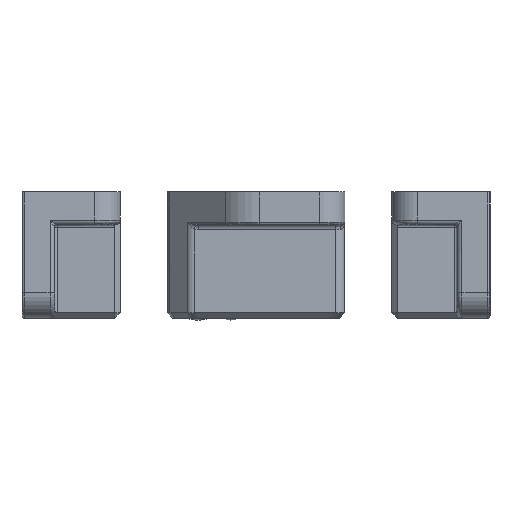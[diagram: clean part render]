
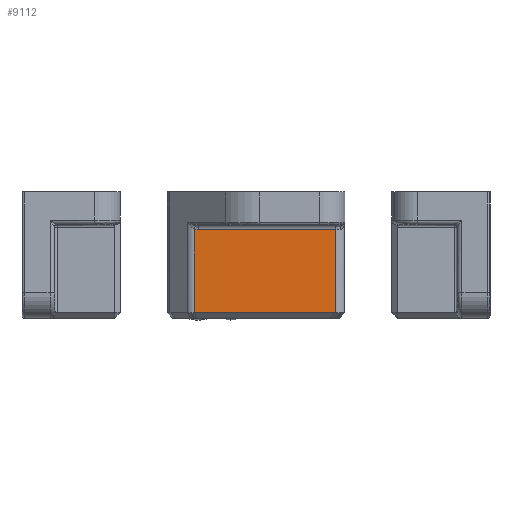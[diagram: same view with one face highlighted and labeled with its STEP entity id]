
A CAD part, left-side view. The second image highlights one B-rep face of the part: STEP entity #9112.
In plain terms, the highlighted face is planar.
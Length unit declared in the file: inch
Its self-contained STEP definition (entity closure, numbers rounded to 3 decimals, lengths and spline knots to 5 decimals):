
#1377 = CARTESIAN_POINT ( 'NONE',  ( -0.30966, 1.05006, 3.32677 ) ) ;
#1973 = ORIENTED_EDGE ( 'NONE', *, *, #24515, .F. ) ;
#2070 = CARTESIAN_POINT ( 'NONE',  ( -1.01575, -0.13302, 3.32677 ) ) ;
#2129 = PLANE ( 'NONE',  #8982 ) ;
#2594 = CARTESIAN_POINT ( 'NONE',  ( -0.31314, 1.03924, 3.32677 ) ) ;
#2858 = CARTESIAN_POINT ( 'NONE',  ( -1.01566, -0.1378, 3.32677 ) ) ;
#5710 = DIRECTION ( 'NONE',  ( 1., 0., 0. ) ) ;
#7096 = VECTOR ( 'NONE', #29782, 39.37008 ) ;
#7399 = CARTESIAN_POINT ( 'NONE',  ( -1.01574, 1.0494, 3.32677 ) ) ;
#7939 = CARTESIAN_POINT ( 'NONE',  ( -1.01575, 1.04808, 3.32677 ) ) ;
#8154 = VERTEX_POINT ( 'NONE', #32960 ) ;
#8916 = LINE ( 'NONE', #9703, #13966 ) ;
#8982 = AXIS2_PLACEMENT_3D ( 'NONE', #34555, #39324, #47525 ) ;
#9112 = ADVANCED_FACE ( 'NONE', ( #42778 ), #2129, .F. ) ;
#9703 = CARTESIAN_POINT ( 'NONE',  ( 1.61573, 1.05006, 3.32677 ) ) ;
#10310 = LINE ( 'NONE', #50671, #47628 ) ;
#10665 = VERTEX_POINT ( 'NONE', #7939 ) ;
#10866 = LINE ( 'NONE', #22575, #14576 ) ;
#13051 = LINE ( 'NONE', #21567, #7096 ) ;
#13966 = VECTOR ( 'NONE', #5710, 39.37008 ) ;
#14428 = VERTEX_POINT ( 'NONE', #1377 ) ;
#14576 = VECTOR ( 'NONE', #50444, 39.37008 ) ;
#15724 = EDGE_CURVE ( 'NONE', #10665, #8154, #28446, .T. ) ;
#19350 = DIRECTION ( 'NONE',  ( 0., 1., 0. ) ) ;
#21567 = CARTESIAN_POINT ( 'NONE',  ( -1.06299, -0.1378, 3.32677 ) ) ;
#22575 = CARTESIAN_POINT ( 'NONE',  ( -0.31496, 1.27953, 3.32677 ) ) ;
#23621 = CARTESIAN_POINT ( 'NONE',  ( -1.01573, 1.05006, 3.32677 ) ) ;
#24515 = EDGE_CURVE ( 'NONE', #45137, #10665, #10310, .T. ) ;
#25903 = CARTESIAN_POINT ( 'NONE',  ( -0.31496, 1.01547, 3.32677 ) ) ;
#26248 = EDGE_LOOP ( 'NONE', ( #29121, #1973, #44183, #40011, #48877, #41621, #43265 ) ) ;
#26781 = CARTESIAN_POINT ( 'NONE',  ( -1.01572, -0.13619, 3.32677 ) ) ;
#26794 = CARTESIAN_POINT ( 'NONE',  ( -0.30966, 1.05006, 3.32677 ) ) ;
#27564 = EDGE_CURVE ( 'NONE', #45607, #45274, #13051, .T. ) ;
#27825 = CARTESIAN_POINT ( 'NONE',  ( -1.01575, -0.13302, 3.32677 ) ) ;
#27826 = CARTESIAN_POINT ( 'NONE',  ( -0.31496, 1.01547, 3.32677 ) ) ;
#28446 =( BOUNDED_CURVE ( )  B_SPLINE_CURVE ( 3, ( #47509, #43799, #7399, #23621 ),
 .UNSPECIFIED., .F., .T. ) 
 B_SPLINE_CURVE_WITH_KNOTS ( ( 4, 4 ),
 ( 0.27401, 0.29005 ),
 .UNSPECIFIED. ) 
 CURVE ( )  GEOMETRIC_REPRESENTATION_ITEM ( )  RATIONAL_B_SPLINE_CURVE ( ( 1., 1., 1., 1. ) ) 
 REPRESENTATION_ITEM ( '' )  );
#29121 = ORIENTED_EDGE ( 'NONE', *, *, #15724, .F. ) ;
#29782 = DIRECTION ( 'NONE',  ( -1., 0., 0. ) ) ;
#30994 = B_SPLINE_CURVE_WITH_KNOTS ( 'NONE', 3,
 ( #26794, #2594, #35038, #27826 ),
 .UNSPECIFIED., .F., .F.,
 ( 4, 4 ),
 ( 0., 1. ),
 .UNSPECIFIED. ) ;
#32960 = CARTESIAN_POINT ( 'NONE',  ( -1.01573, 1.05006, 3.32677 ) ) ;
#33322 = CARTESIAN_POINT ( 'NONE',  ( -0.31496, -0.1378, 3.32677 ) ) ;
#34555 = CARTESIAN_POINT ( 'NONE',  ( 1.61573, 1.08268, 3.32677 ) ) ;
#35038 = CARTESIAN_POINT ( 'NONE',  ( -0.31496, 1.02736, 3.32677 ) ) ;
#38342 = EDGE_CURVE ( 'NONE', #14428, #42593, #30994, .T. ) ;
#38991 = CARTESIAN_POINT ( 'NONE',  ( -1.01575, -0.1346, 3.32677 ) ) ;
#39324 = DIRECTION ( 'NONE',  ( 0., 0., -1. ) ) ;
#40011 = ORIENTED_EDGE ( 'NONE', *, *, #27564, .F. ) ;
#41621 = ORIENTED_EDGE ( 'NONE', *, *, #38342, .F. ) ;
#41687 =( BOUNDED_CURVE ( )  B_SPLINE_CURVE ( 3, ( #2858, #26781, #38991, #2070 ),
 .UNSPECIFIED., .F., .F. ) 
 B_SPLINE_CURVE_WITH_KNOTS ( ( 4, 4 ),
 ( 5.72687, 5.75959 ),
 .UNSPECIFIED. ) 
 CURVE ( )  GEOMETRIC_REPRESENTATION_ITEM ( )  RATIONAL_B_SPLINE_CURVE ( ( 1., 1., 1., 1. ) ) 
 REPRESENTATION_ITEM ( '' )  );
#42593 = VERTEX_POINT ( 'NONE', #25903 ) ;
#42778 = FACE_OUTER_BOUND ( 'NONE', #26248, .T. ) ;
#43265 = ORIENTED_EDGE ( 'NONE', *, *, #44383, .F. ) ;
#43799 = CARTESIAN_POINT ( 'NONE',  ( -1.01575, 1.04874, 3.32677 ) ) ;
#44183 = ORIENTED_EDGE ( 'NONE', *, *, #50506, .F. ) ;
#44383 = EDGE_CURVE ( 'NONE', #8154, #14428, #8916, .T. ) ;
#45137 = VERTEX_POINT ( 'NONE', #27825 ) ;
#45274 = VERTEX_POINT ( 'NONE', #50613 ) ;
#45607 = VERTEX_POINT ( 'NONE', #33322 ) ;
#47509 = CARTESIAN_POINT ( 'NONE',  ( -1.01575, 1.04808, 3.32677 ) ) ;
#47525 = DIRECTION ( 'NONE',  ( 0., -1., 0. ) ) ;
#47628 = VECTOR ( 'NONE', #19350, 39.37008 ) ;
#48877 = ORIENTED_EDGE ( 'NONE', *, *, #48980, .T. ) ;
#48980 = EDGE_CURVE ( 'NONE', #45607, #42593, #10866, .T. ) ;
#50444 = DIRECTION ( 'NONE',  ( 0., 1., 0. ) ) ;
#50506 = EDGE_CURVE ( 'NONE', #45274, #45137, #41687, .T. ) ;
#50613 = CARTESIAN_POINT ( 'NONE',  ( -1.01566, -0.1378, 3.32677 ) ) ;
#50671 = CARTESIAN_POINT ( 'NONE',  ( -1.01575, 1.08268, 3.32677 ) ) ;
